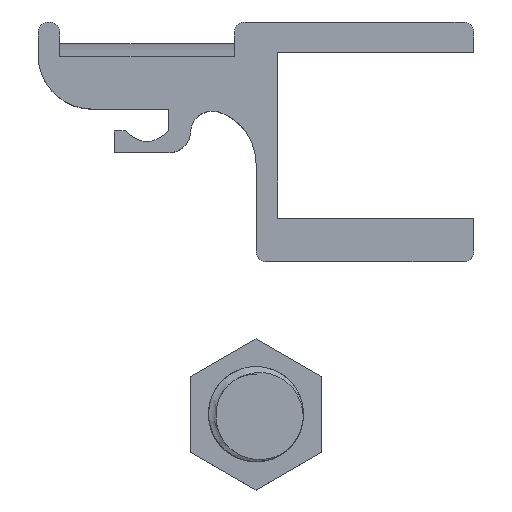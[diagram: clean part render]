
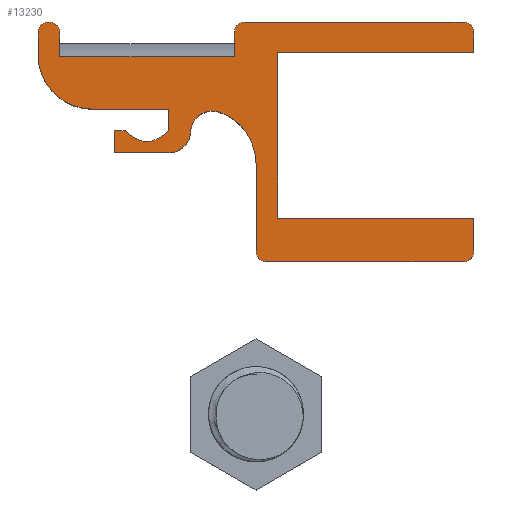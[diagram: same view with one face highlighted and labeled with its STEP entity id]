
A CAD part, top view. The second image highlights one B-rep face of the part: STEP entity #13230.
In plain terms, the highlighted planar face has unit normal (0, 0, 1).
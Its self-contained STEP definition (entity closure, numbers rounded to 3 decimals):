
#641=(
BOUNDED_CURVE()
B_SPLINE_CURVE(5,(#15720,#15721,#15722,#15723,#15724,#15725,#15726,#15727,
#15728,#15729,#15730,#15731,#15732,#15733,#15734),.UNSPECIFIED.,.F.,.F.)
B_SPLINE_CURVE_WITH_KNOTS((6,1,1,1,1,1,1,1,1,1,6),(-1.,-0.9,-0.8,-0.7,-0.6,
-0.5,-0.4,-0.3,-0.2,-0.1,0.),.UNSPECIFIED.)
CURVE()
GEOMETRIC_REPRESENTATION_ITEM()
RATIONAL_B_SPLINE_CURVE((1.,1.,1.,1.,1.,1.,1.,1.,1.,1.,1.,1.,1.,1.,1.))
REPRESENTATION_ITEM('')
);
#646=PLANE('',#13993);
#739=FACE_OUTER_BOUND('',#1483,.T.);
#1483=EDGE_LOOP('',(#8873,#8874,#8875,#8876,#8877,#8878,#8879,#8880,#8881,
#8882,#8883,#8884,#8885,#8886,#8887,#8888,#8889,#8890,#8891,#8892,#8893,
#8894,#8895,#8896,#8897,#8898,#8899,#8900));
#2244=CIRCLE('',#13994,5.);
#2245=CIRCLE('',#13995,5.);
#2246=CIRCLE('',#13996,12.5);
#2247=CIRCLE('',#13997,2.5);
#2248=CIRCLE('',#13998,2.5);
#2249=CIRCLE('',#13999,2.5);
#2250=CIRCLE('',#14000,2.5);
#2251=CIRCLE('',#14001,2.5);
#2252=CIRCLE('',#14002,2.5);
#2253=CIRCLE('',#14003,12.5);
#2283=B_SPLINE_CURVE_WITH_KNOTS('',3,(#15699,#15700,#15701,#15702,#15703,
#15704),.UNSPECIFIED.,.F.,.F.,(4,2,4),(-4.,-2.,0.),.UNSPECIFIED.);
#3569=LINE('',#15657,#4406);
#3573=LINE('',#15665,#4410);
#3574=LINE('',#15673,#4411);
#3575=LINE('',#15677,#4412);
#3576=LINE('',#15681,#4413);
#3577=LINE('',#15683,#4414);
#3578=LINE('',#15685,#4415);
#3579=LINE('',#15687,#4416);
#3580=LINE('',#15689,#4417);
#3581=LINE('',#15693,#4418);
#3582=LINE('',#15697,#4419);
#3583=LINE('',#15706,#4420);
#3584=LINE('',#15712,#4421);
#3585=LINE('',#15716,#4422);
#3586=LINE('',#15718,#4423);
#3587=LINE('',#15735,#4424);
#4406=VECTOR('',#14184,10.);
#4410=VECTOR('',#14190,10.);
#4411=VECTOR('',#14197,10.);
#4412=VECTOR('',#14200,10.);
#4413=VECTOR('',#14203,10.);
#4414=VECTOR('',#14204,10.);
#4415=VECTOR('',#14205,10.);
#4416=VECTOR('',#14206,10.);
#4417=VECTOR('',#14207,10.);
#4418=VECTOR('',#14210,10.);
#4419=VECTOR('',#14213,10.);
#4420=VECTOR('',#14214,10.);
#4421=VECTOR('',#14219,10.);
#4422=VECTOR('',#14222,10.);
#4423=VECTOR('',#14223,10.);
#4424=VECTOR('',#14224,10.);
#5258=VERTEX_POINT('',#15655);
#5259=VERTEX_POINT('',#15656);
#5262=VERTEX_POINT('',#15664);
#5263=VERTEX_POINT('',#15666);
#5264=VERTEX_POINT('',#15668);
#5265=VERTEX_POINT('',#15670);
#5266=VERTEX_POINT('',#15672);
#5267=VERTEX_POINT('',#15674);
#5268=VERTEX_POINT('',#15676);
#5269=VERTEX_POINT('',#15678);
#5270=VERTEX_POINT('',#15680);
#5271=VERTEX_POINT('',#15682);
#5272=VERTEX_POINT('',#15684);
#5273=VERTEX_POINT('',#15686);
#5274=VERTEX_POINT('',#15688);
#5275=VERTEX_POINT('',#15690);
#5276=VERTEX_POINT('',#15692);
#5277=VERTEX_POINT('',#15694);
#5278=VERTEX_POINT('',#15696);
#5279=VERTEX_POINT('',#15698);
#5280=VERTEX_POINT('',#15705);
#5281=VERTEX_POINT('',#15707);
#5282=VERTEX_POINT('',#15709);
#5283=VERTEX_POINT('',#15711);
#5284=VERTEX_POINT('',#15713);
#5285=VERTEX_POINT('',#15715);
#5286=VERTEX_POINT('',#15717);
#5287=VERTEX_POINT('',#15719);
#6703=EDGE_CURVE('',#5258,#5259,#3569,.T.);
#6707=EDGE_CURVE('',#5259,#5262,#3573,.T.);
#6708=EDGE_CURVE('',#5263,#5262,#2244,.T.);
#6709=EDGE_CURVE('',#5263,#5264,#2245,.F.);
#6710=EDGE_CURVE('',#5265,#5264,#2246,.T.);
#6711=EDGE_CURVE('',#5266,#5265,#3574,.T.);
#6712=EDGE_CURVE('',#5267,#5266,#2247,.T.);
#6713=EDGE_CURVE('',#5268,#5267,#3575,.T.);
#6714=EDGE_CURVE('',#5269,#5268,#2248,.T.);
#6715=EDGE_CURVE('',#5270,#5269,#3576,.T.);
#6716=EDGE_CURVE('',#5271,#5270,#3577,.T.);
#6717=EDGE_CURVE('',#5272,#5271,#3578,.T.);
#6718=EDGE_CURVE('',#5273,#5272,#3579,.T.);
#6719=EDGE_CURVE('',#5274,#5273,#3580,.T.);
#6720=EDGE_CURVE('',#5275,#5274,#2249,.T.);
#6721=EDGE_CURVE('',#5276,#5275,#3581,.T.);
#6722=EDGE_CURVE('',#5277,#5276,#2250,.T.);
#6723=EDGE_CURVE('',#5278,#5277,#3582,.T.);
#6724=EDGE_CURVE('',#5279,#5278,#2283,.T.);
#6725=EDGE_CURVE('',#5280,#5279,#3583,.T.);
#6726=EDGE_CURVE('',#5281,#5280,#2251,.T.);
#6727=EDGE_CURVE('',#5282,#5281,#2252,.T.);
#6728=EDGE_CURVE('',#5283,#5282,#3584,.T.);
#6729=EDGE_CURVE('',#5284,#5283,#2253,.T.);
#6730=EDGE_CURVE('',#5285,#5284,#3585,.T.);
#6731=EDGE_CURVE('',#5285,#5286,#3586,.T.);
#6732=EDGE_CURVE('',#5286,#5287,#641,.T.);
#6733=EDGE_CURVE('',#5287,#5258,#3587,.T.);
#8873=ORIENTED_EDGE('',*,*,#6703,.T.);
#8874=ORIENTED_EDGE('',*,*,#6707,.T.);
#8875=ORIENTED_EDGE('',*,*,#6708,.F.);
#8876=ORIENTED_EDGE('',*,*,#6709,.T.);
#8877=ORIENTED_EDGE('',*,*,#6710,.F.);
#8878=ORIENTED_EDGE('',*,*,#6711,.F.);
#8879=ORIENTED_EDGE('',*,*,#6712,.F.);
#8880=ORIENTED_EDGE('',*,*,#6713,.F.);
#8881=ORIENTED_EDGE('',*,*,#6714,.F.);
#8882=ORIENTED_EDGE('',*,*,#6715,.F.);
#8883=ORIENTED_EDGE('',*,*,#6716,.F.);
#8884=ORIENTED_EDGE('',*,*,#6717,.F.);
#8885=ORIENTED_EDGE('',*,*,#6718,.F.);
#8886=ORIENTED_EDGE('',*,*,#6719,.F.);
#8887=ORIENTED_EDGE('',*,*,#6720,.F.);
#8888=ORIENTED_EDGE('',*,*,#6721,.F.);
#8889=ORIENTED_EDGE('',*,*,#6722,.F.);
#8890=ORIENTED_EDGE('',*,*,#6723,.F.);
#8891=ORIENTED_EDGE('',*,*,#6724,.F.);
#8892=ORIENTED_EDGE('',*,*,#6725,.F.);
#8893=ORIENTED_EDGE('',*,*,#6726,.F.);
#8894=ORIENTED_EDGE('',*,*,#6727,.F.);
#8895=ORIENTED_EDGE('',*,*,#6728,.F.);
#8896=ORIENTED_EDGE('',*,*,#6729,.F.);
#8897=ORIENTED_EDGE('',*,*,#6730,.F.);
#8898=ORIENTED_EDGE('',*,*,#6731,.T.);
#8899=ORIENTED_EDGE('',*,*,#6732,.T.);
#8900=ORIENTED_EDGE('',*,*,#6733,.T.);
#13230=ADVANCED_FACE('',(#739),#646,.T.);
#13993=AXIS2_PLACEMENT_3D('',#15663,#14188,#14189);
#13994=AXIS2_PLACEMENT_3D('',#15667,#14191,#14192);
#13995=AXIS2_PLACEMENT_3D('',#15669,#14193,#14194);
#13996=AXIS2_PLACEMENT_3D('',#15671,#14195,#14196);
#13997=AXIS2_PLACEMENT_3D('',#15675,#14198,#14199);
#13998=AXIS2_PLACEMENT_3D('',#15679,#14201,#14202);
#13999=AXIS2_PLACEMENT_3D('',#15691,#14208,#14209);
#14000=AXIS2_PLACEMENT_3D('',#15695,#14211,#14212);
#14001=AXIS2_PLACEMENT_3D('',#15708,#14215,#14216);
#14002=AXIS2_PLACEMENT_3D('',#15710,#14217,#14218);
#14003=AXIS2_PLACEMENT_3D('',#15714,#14220,#14221);
#14184=DIRECTION('',(0.,-1.,0.));
#14188=DIRECTION('center_axis',(0.,0.,1.));
#14189=DIRECTION('ref_axis',(1.,0.,0.));
#14190=DIRECTION('',(1.,0.,0.));
#14191=DIRECTION('center_axis',(0.,0.,-1.));
#14192=DIRECTION('ref_axis',(0.,1.,0.));
#14193=DIRECTION('center_axis',(0.,0.,1.));
#14194=DIRECTION('ref_axis',(1.,0.,0.));
#14195=DIRECTION('center_axis',(0.,0.,1.));
#14196=DIRECTION('ref_axis',(0.707,0.707,0.));
#14197=DIRECTION('',(0.,1.,0.));
#14198=DIRECTION('center_axis',(0.,0.,-1.));
#14199=DIRECTION('ref_axis',(-0.707,-0.707,0.));
#14200=DIRECTION('',(-1.,0.,0.));
#14201=DIRECTION('center_axis',(0.,0.,-1.));
#14202=DIRECTION('ref_axis',(0.707,-0.707,0.));
#14203=DIRECTION('',(0.,-1.,0.));
#14204=DIRECTION('',(1.,0.,0.));
#14205=DIRECTION('',(0.,-1.,0.));
#14206=DIRECTION('',(-1.,0.,0.));
#14207=DIRECTION('',(0.,-1.,0.));
#14208=DIRECTION('center_axis',(0.,0.,-1.));
#14209=DIRECTION('ref_axis',(0.707,0.707,0.));
#14210=DIRECTION('',(1.,0.,0.));
#14211=DIRECTION('center_axis',(0.,0.,-1.));
#14212=DIRECTION('ref_axis',(-0.707,0.707,0.));
#14213=DIRECTION('',(0.,1.,0.));
#14214=DIRECTION('',(0.,-1.,0.));
#14215=DIRECTION('center_axis',(0.,0.,-1.));
#14216=DIRECTION('ref_axis',(0.707,0.707,0.));
#14217=DIRECTION('center_axis',(0.,0.,-1.));
#14218=DIRECTION('ref_axis',(-0.707,0.707,0.));
#14219=DIRECTION('',(0.,1.,0.));
#14220=DIRECTION('center_axis',(0.,0.,-1.));
#14221=DIRECTION('ref_axis',(-0.707,-0.707,0.));
#14222=DIRECTION('',(-1.,0.,0.));
#14223=DIRECTION('',(0.,-1.,0.));
#14224=DIRECTION('',(-1.,0.,0.));
#15655=CARTESIAN_POINT('',(17.5,55.,30.));
#15656=CARTESIAN_POINT('',(17.5,50.,30.));
#15657=CARTESIAN_POINT('',(17.5,53.75,30.));
#15663=CARTESIAN_POINT('Origin',(50.,52.5,30.));
#15664=CARTESIAN_POINT('',(30.009,50.,30.));
#15665=CARTESIAN_POINT('',(20.,50.,30.));
#15666=CARTESIAN_POINT('',(35.005,54.786,30.));
#15667=CARTESIAN_POINT('Origin',(30.009,55.,30.));
#15668=CARTESIAN_POINT('',(41.667,59.285,30.));
#15669=CARTESIAN_POINT('Origin',(40.,54.571,30.));
#15670=CARTESIAN_POINT('',(50.,47.5,30.));
#15671=CARTESIAN_POINT('Origin',(37.5,47.5,30.));
#15672=CARTESIAN_POINT('',(50.,27.5,30.));
#15673=CARTESIAN_POINT('',(50.,51.25,30.));
#15674=CARTESIAN_POINT('',(52.5,25.,30.));
#15675=CARTESIAN_POINT('Origin',(52.5,27.5,30.));
#15676=CARTESIAN_POINT('',(97.5,25.,30.));
#15677=CARTESIAN_POINT('',(50.,25.,30.));
#15678=CARTESIAN_POINT('',(100.,27.5,30.));
#15679=CARTESIAN_POINT('Origin',(97.5,27.5,30.));
#15680=CARTESIAN_POINT('',(100.,35.,30.));
#15681=CARTESIAN_POINT('',(100.,38.75,30.));
#15682=CARTESIAN_POINT('',(55.,35.,30.));
#15683=CARTESIAN_POINT('',(75.,35.,30.));
#15684=CARTESIAN_POINT('',(55.,73.,30.));
#15685=CARTESIAN_POINT('',(55.,41.25,30.));
#15686=CARTESIAN_POINT('',(100.,73.,30.));
#15687=CARTESIAN_POINT('',(52.5,73.,30.));
#15688=CARTESIAN_POINT('',(100.,77.5,30.));
#15689=CARTESIAN_POINT('',(100.,63.75,30.));
#15690=CARTESIAN_POINT('',(97.5,80.,30.));
#15691=CARTESIAN_POINT('Origin',(97.5,77.5,30.));
#15692=CARTESIAN_POINT('',(47.5,80.,30.));
#15693=CARTESIAN_POINT('',(75.,80.,30.));
#15694=CARTESIAN_POINT('',(45.,77.5,30.));
#15695=CARTESIAN_POINT('Origin',(47.5,77.5,30.));
#15696=CARTESIAN_POINT('',(45.,72.023,30.));
#15697=CARTESIAN_POINT('',(45.,66.25,30.));
#15698=CARTESIAN_POINT('',(5.,72.023,30.));
#15699=CARTESIAN_POINT('Ctrl Pts',(5.,72.023,30.));
#15700=CARTESIAN_POINT('Ctrl Pts',(11.667,72.023,30.));
#15701=CARTESIAN_POINT('Ctrl Pts',(18.333,72.023,30.));
#15702=CARTESIAN_POINT('Ctrl Pts',(31.667,72.023,30.));
#15703=CARTESIAN_POINT('Ctrl Pts',(38.333,72.023,30.));
#15704=CARTESIAN_POINT('Ctrl Pts',(45.,72.023,30.));
#15705=CARTESIAN_POINT('',(5.,77.5,30.));
#15706=CARTESIAN_POINT('',(5.,63.75,30.));
#15707=CARTESIAN_POINT('',(2.5,80.,30.));
#15708=CARTESIAN_POINT('Origin',(2.5,77.5,30.));
#15709=CARTESIAN_POINT('',(0.,77.5,30.));
#15710=CARTESIAN_POINT('Origin',(2.5,77.5,30.));
#15711=CARTESIAN_POINT('',(0.,72.5,30.));
#15712=CARTESIAN_POINT('',(0.,66.25,30.));
#15713=CARTESIAN_POINT('',(12.5,60.,30.));
#15714=CARTESIAN_POINT('Origin',(12.5,72.5,30.));
#15715=CARTESIAN_POINT('',(30.,60.,30.));
#15716=CARTESIAN_POINT('',(25.,60.,30.));
#15717=CARTESIAN_POINT('',(30.,55.,30.));
#15718=CARTESIAN_POINT('',(30.,55.,30.));
#15719=CARTESIAN_POINT('',(20.,55.,30.));
#15720=CARTESIAN_POINT('Ctrl Pts',(30.,55.,30.));
#15721=CARTESIAN_POINT('Ctrl Pts',(29.8,54.816,30.));
#15722=CARTESIAN_POINT('Ctrl Pts',(29.4,54.465,30.));
#15723=CARTESIAN_POINT('Ctrl Pts',(28.8,53.987,30.));
#15724=CARTESIAN_POINT('Ctrl Pts',(28.,53.446,30.));
#15725=CARTESIAN_POINT('Ctrl Pts',(27.,52.945,30.));
#15726=CARTESIAN_POINT('Ctrl Pts',(26.,52.633,30.));
#15727=CARTESIAN_POINT('Ctrl Pts',(25.,52.526,30.));
#15728=CARTESIAN_POINT('Ctrl Pts',(24.,52.633,30.));
#15729=CARTESIAN_POINT('Ctrl Pts',(23.,52.945,30.));
#15730=CARTESIAN_POINT('Ctrl Pts',(22.,53.446,30.));
#15731=CARTESIAN_POINT('Ctrl Pts',(21.2,53.987,30.));
#15732=CARTESIAN_POINT('Ctrl Pts',(20.6,54.465,30.));
#15733=CARTESIAN_POINT('Ctrl Pts',(20.2,54.816,30.));
#15734=CARTESIAN_POINT('Ctrl Pts',(20.,55.,30.));
#15735=CARTESIAN_POINT('',(17.5,55.,30.));
